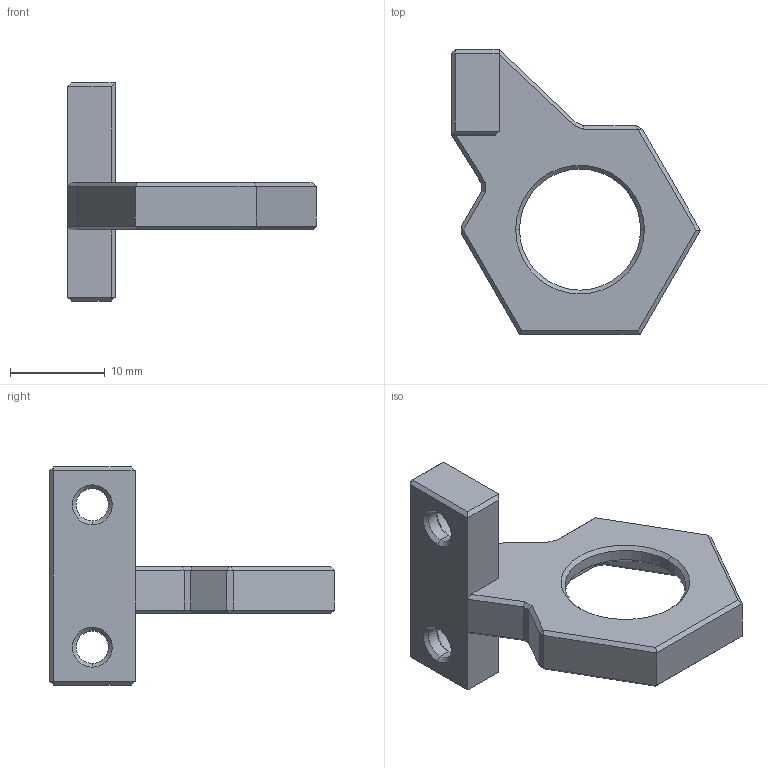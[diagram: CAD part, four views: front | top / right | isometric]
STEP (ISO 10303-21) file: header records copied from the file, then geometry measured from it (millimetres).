
FILE_DESCRIPTION (( 'STEP AP203' ), '1' );
FILE_NAME ('[a]_Umbilical_Gland_Anchor_Bottom.STL.STEP', '2025-04-06T04:45:41', ( '' ), ( '' ), 'SwSTEP 2.0', 'SolidWorks 2024', '' );
FILE_SCHEMA (( 'CONFIG_CONTROL_DESIGN' ));
Length unit declared in the file: millimetre
Products named in the file (1): [a]_Umbilical_Gland_Anchor_Bottom.STL
Bounding box: 26.2 x 30 x 23 mm (x, y, z)
Volume: 2092.7 mm3; surface area: 2008.8 mm2
Topology: 1 solids, 1 shells, 123 faces, 267 edges, 149 vertices
Faces by surface type: plane 96, cone 16, cylinder 10, bspline 1
Entity records: 3296 total; most frequent: CARTESIAN_POINT 553, DIRECTION 547, ORIENTED_EDGE 534, EDGE_CURVE 267, VECTOR 229, LINE 229, AXIS2_PLACEMENT_3D 159, VERTEX_POINT 149
